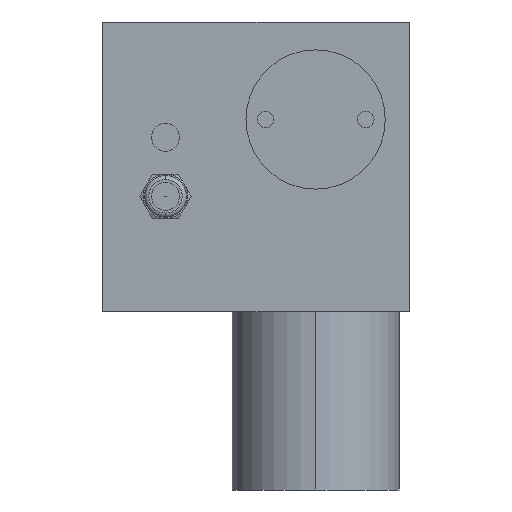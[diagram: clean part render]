
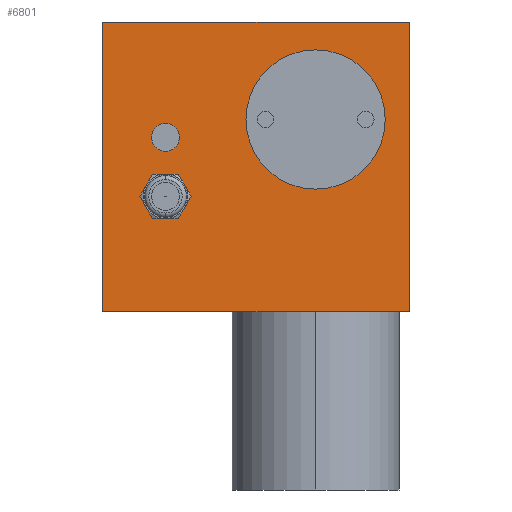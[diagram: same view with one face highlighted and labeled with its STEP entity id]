
A CAD part, left-side view. The second image highlights one B-rep face of the part: STEP entity #6801.
In plain terms, the highlighted planar face has unit normal (-1, 0, 0).
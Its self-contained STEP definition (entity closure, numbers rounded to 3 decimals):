
#1135=DIRECTION('',(0.,0.,1.));
#1136=VECTOR('',#1135,52.);
#1137=CARTESIAN_POINT('',(0.,55.,-52.));
#1138=LINE('',#1137,#1136);
#1179=DIRECTION('',(0.,-1.,0.));
#1180=VECTOR('',#1179,55.);
#1181=CARTESIAN_POINT('',(0.,55.,-52.));
#1182=LINE('',#1181,#1180);
#1183=DIRECTION('',(0.,1.,0.));
#1184=VECTOR('',#1183,55.);
#1185=CARTESIAN_POINT('',(0.,0.,0.));
#1186=LINE('',#1185,#1184);
#1187=DIRECTION('',(0.,0.,1.));
#1188=VECTOR('',#1187,52.);
#1189=CARTESIAN_POINT('',(0.,0.,-52.));
#1190=LINE('',#1189,#1188);
#1191=CARTESIAN_POINT('',(0.,16.8,-17.5));
#1192=DIRECTION('',(1.,0.,0.));
#1193=DIRECTION('',(0.,0.,-1.));
#1194=AXIS2_PLACEMENT_3D('',#1191,#1192,#1193);
#1196=CARTESIAN_POINT('',(0.,16.8,-17.5));
#1197=DIRECTION('',(1.,0.,0.));
#1198=DIRECTION('',(0.,0.,1.));
#1199=AXIS2_PLACEMENT_3D('',#1196,#1197,#1198);
#1201=CARTESIAN_POINT('',(0.,43.75,-20.7));
#1202=DIRECTION('',(1.,0.,0.));
#1203=DIRECTION('',(0.,0.,-1.));
#1204=AXIS2_PLACEMENT_3D('',#1201,#1202,#1203);
#1206=CARTESIAN_POINT('',(0.,43.75,-20.7));
#1207=DIRECTION('',(1.,0.,0.));
#1208=DIRECTION('',(0.,0.,1.));
#1209=AXIS2_PLACEMENT_3D('',#1206,#1207,#1208);
#1211=CARTESIAN_POINT('',(0.,43.75,-31.3));
#1212=DIRECTION('',(-1.,0.,0.));
#1213=DIRECTION('',(0.,-0.866,0.5));
#1214=AXIS2_PLACEMENT_3D('',#1211,#1212,#1213);
#1216=CARTESIAN_POINT('',(0.,43.75,-31.3));
#1217=DIRECTION('',(-1.,0.,0.));
#1218=DIRECTION('',(0.,0.,1.));
#1219=AXIS2_PLACEMENT_3D('',#1216,#1217,#1218);
#1221=CARTESIAN_POINT('',(0.,43.75,-31.3));
#1222=DIRECTION('',(-1.,0.,0.));
#1223=DIRECTION('',(0.,0.866,0.5));
#1224=AXIS2_PLACEMENT_3D('',#1221,#1222,#1223);
#1226=CARTESIAN_POINT('',(0.,43.75,-31.3));
#1227=DIRECTION('',(-1.,0.,0.));
#1228=DIRECTION('',(0.,0.866,-0.5));
#1229=AXIS2_PLACEMENT_3D('',#1226,#1227,#1228);
#1231=CARTESIAN_POINT('',(0.,43.75,-31.3));
#1232=DIRECTION('',(-1.,0.,0.));
#1233=DIRECTION('',(0.,0.,-1.));
#1234=AXIS2_PLACEMENT_3D('',#1231,#1232,#1233);
#1236=CARTESIAN_POINT('',(0.,43.75,-31.3));
#1237=DIRECTION('',(-1.,0.,0.));
#1238=DIRECTION('',(0.,-0.866,-0.5));
#1239=AXIS2_PLACEMENT_3D('',#1236,#1237,#1238);
#4367=CARTESIAN_POINT('',(0.,0.,-52.));
#4368=VERTEX_POINT('',#4367);
#4369=CARTESIAN_POINT('',(0.,55.,-52.));
#4370=VERTEX_POINT('',#4369);
#4399=CARTESIAN_POINT('',(0.,0.,0.));
#4400=VERTEX_POINT('',#4399);
#4401=CARTESIAN_POINT('',(0.,55.,0.));
#4402=VERTEX_POINT('',#4401);
#4967=CARTESIAN_POINT('',(0.,16.8,-30.));
#4968=CARTESIAN_POINT('',(0.,16.8,-5.));
#4969=VERTEX_POINT('',#4967);
#4970=VERTEX_POINT('',#4968);
#4971=CARTESIAN_POINT('',(0.,43.75,-23.2));
#4972=CARTESIAN_POINT('',(0.,43.75,-18.2));
#4973=VERTEX_POINT('',#4971);
#4974=VERTEX_POINT('',#4972);
#5617=CARTESIAN_POINT('',(0.,40.286,-29.3));
#5618=CARTESIAN_POINT('',(0.,43.75,-27.3));
#5619=VERTEX_POINT('',#5617);
#5620=VERTEX_POINT('',#5618);
#5621=CARTESIAN_POINT('',(0.,47.214,-33.3));
#5622=CARTESIAN_POINT('',(0.,43.75,-35.3));
#5623=VERTEX_POINT('',#5621);
#5624=VERTEX_POINT('',#5622);
#5625=CARTESIAN_POINT('',(0.,40.286,-33.3));
#5626=VERTEX_POINT('',#5625);
#5627=CARTESIAN_POINT('',(0.,47.214,-29.3));
#5628=VERTEX_POINT('',#5627);
#6763=CARTESIAN_POINT('',(0.,27.5,-26.));
#6764=DIRECTION('',(1.,0.,0.));
#6765=DIRECTION('',(0.,-1.,0.));
#6766=AXIS2_PLACEMENT_3D('',#6763,#6764,#6765);
#6767=PLANE('',#6766);
#6768=ORIENTED_EDGE('',*,*,#6601,.F.);
#6769=ORIENTED_EDGE('',*,*,#6734,.T.);
#6770=ORIENTED_EDGE('',*,*,#6039,.F.);
#6772=ORIENTED_EDGE('',*,*,#6771,.F.);
#6773=EDGE_LOOP('',(#6768,#6769,#6770,#6772));
#6774=FACE_OUTER_BOUND('',#6773,.F.);
#6776=ORIENTED_EDGE('',*,*,#6775,.F.);
#6778=ORIENTED_EDGE('',*,*,#6777,.F.);
#6779=EDGE_LOOP('',(#6776,#6778));
#6780=FACE_BOUND('',#6779,.F.);
#6782=ORIENTED_EDGE('',*,*,#6781,.F.);
#6784=ORIENTED_EDGE('',*,*,#6783,.F.);
#6785=EDGE_LOOP('',(#6782,#6784));
#6786=FACE_BOUND('',#6785,.F.);
#6788=ORIENTED_EDGE('',*,*,#6787,.T.);
#6790=ORIENTED_EDGE('',*,*,#6789,.T.);
#6792=ORIENTED_EDGE('',*,*,#6791,.T.);
#6794=ORIENTED_EDGE('',*,*,#6793,.T.);
#6796=ORIENTED_EDGE('',*,*,#6795,.T.);
#6798=ORIENTED_EDGE('',*,*,#6797,.T.);
#6799=EDGE_LOOP('',(#6788,#6790,#6792,#6794,#6796,#6798));
#6800=FACE_BOUND('',#6799,.F.);
#6801=ADVANCED_FACE('',(#6774,#6780,#6786,#6800),#6767,.F.);
#1195=CIRCLE('',#1194,12.5);
#1200=CIRCLE('',#1199,12.5);
#1205=CIRCLE('',#1204,2.5);
#1210=CIRCLE('',#1209,2.5);
#1215=CIRCLE('',#1214,4.);
#1220=CIRCLE('',#1219,4.);
#1225=CIRCLE('',#1224,4.);
#1230=CIRCLE('',#1229,4.);
#1235=CIRCLE('',#1234,4.);
#1240=CIRCLE('',#1239,4.);
#6039=EDGE_CURVE('',#4400,#4402,#1186,.T.);
#6601=EDGE_CURVE('',#4370,#4368,#1182,.T.);
#6734=EDGE_CURVE('',#4370,#4402,#1138,.T.);
#6771=EDGE_CURVE('',#4368,#4400,#1190,.T.);
#6775=EDGE_CURVE('',#4969,#4970,#1195,.T.);
#6777=EDGE_CURVE('',#4970,#4969,#1200,.T.);
#6781=EDGE_CURVE('',#4973,#4974,#1205,.T.);
#6783=EDGE_CURVE('',#4974,#4973,#1210,.T.);
#6787=EDGE_CURVE('',#5619,#5620,#1215,.T.);
#6789=EDGE_CURVE('',#5620,#5628,#1220,.T.);
#6791=EDGE_CURVE('',#5628,#5623,#1225,.T.);
#6793=EDGE_CURVE('',#5623,#5624,#1230,.T.);
#6795=EDGE_CURVE('',#5624,#5626,#1235,.T.);
#6797=EDGE_CURVE('',#5626,#5619,#1240,.T.);
